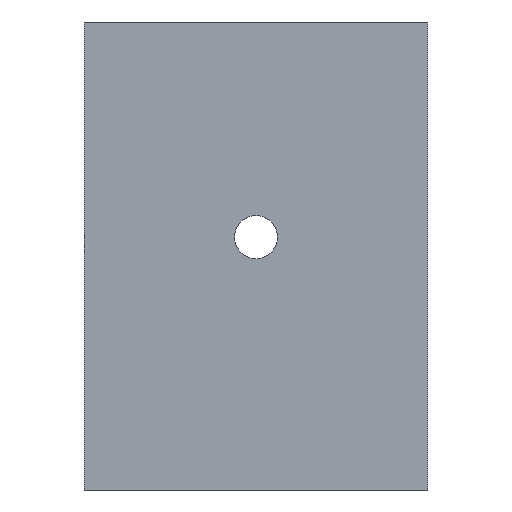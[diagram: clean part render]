
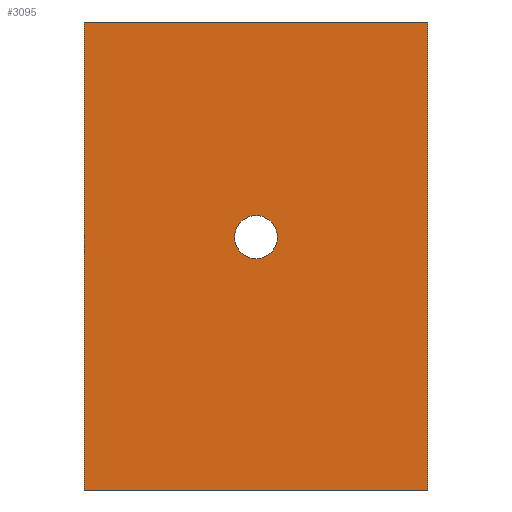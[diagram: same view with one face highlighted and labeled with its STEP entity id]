
A CAD part, front view. The second image highlights one B-rep face of the part: STEP entity #3095.
In plain terms, the highlighted planar face has unit normal (0, -1, 0).
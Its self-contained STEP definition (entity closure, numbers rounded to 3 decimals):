
#29 = CARTESIAN_POINT ( 'NONE',  ( 6.595, 0., -9. ) ) ;
#30 = CARTESIAN_POINT ( 'NONE',  ( 14.585, 0., -21.75 ) ) ;
#40 = EDGE_CURVE ( 'NONE', #2482, #1225, #1895, .T. ) ;
#65 = CARTESIAN_POINT ( 'NONE',  ( 6.595, 0., -11. ) ) ;
#69 = DIRECTION ( 'NONE',  ( 0., 0., -1. ) ) ;
#74 = LINE ( 'NONE', #1733, #1918 ) ;
#193 = VECTOR ( 'NONE', #850, 1000. ) ;
#224 = VECTOR ( 'NONE', #853, 1000. ) ;
#295 = CIRCLE ( 'NONE', #2132, 1. ) ;
#372 = ORIENTED_EDGE ( 'NONE', *, *, #2444, .T. ) ;
#492 = VECTOR ( 'NONE', #69, 1000. ) ;
#595 = ORIENTED_EDGE ( 'NONE', *, *, #1441, .F. ) ;
#628 = CARTESIAN_POINT ( 'NONE',  ( -1.395, 0., 0. ) ) ;
#689 = EDGE_CURVE ( 'NONE', #2185, #1220, #1782, .T. ) ;
#770 = DIRECTION ( 'NONE',  ( 0., 0., 1. ) ) ;
#850 = DIRECTION ( 'NONE',  ( 0., 0., 1. ) ) ;
#853 = DIRECTION ( 'NONE',  ( -1., 0., 0. ) ) ;
#862 = PLANE ( 'NONE',  #1916 ) ;
#974 = EDGE_CURVE ( 'NONE', #1220, #1752, #2800, .T. ) ;
#1080 = CARTESIAN_POINT ( 'NONE',  ( -1.395, 0., -21.75 ) ) ;
#1094 = CARTESIAN_POINT ( 'NONE',  ( 13.19, 0., 0. ) ) ;
#1220 = VERTEX_POINT ( 'NONE', #30 ) ;
#1225 = VERTEX_POINT ( 'NONE', #29 ) ;
#1228 = CARTESIAN_POINT ( 'NONE',  ( 6.595, 0., -10. ) ) ;
#1248 = DIRECTION ( 'NONE',  ( 0., 0., 1. ) ) ;
#1343 = CARTESIAN_POINT ( 'NONE',  ( 14.585, 0., 0. ) ) ;
#1345 = DIRECTION ( 'NONE',  ( 0., 1., 0. ) ) ;
#1441 = EDGE_CURVE ( 'NONE', #1225, #2482, #295, .T. ) ;
#1487 = CARTESIAN_POINT ( 'NONE',  ( 6.595, 0., -10. ) ) ;
#1719 = ORIENTED_EDGE ( 'NONE', *, *, #689, .F. ) ;
#1733 = CARTESIAN_POINT ( 'NONE',  ( 13.19, 0., 0. ) ) ;
#1752 = VERTEX_POINT ( 'NONE', #3125 ) ;
#1782 = LINE ( 'NONE', #2716, #492 ) ;
#1895 = CIRCLE ( 'NONE', #2788, 1. ) ;
#1916 = AXIS2_PLACEMENT_3D ( 'NONE', #1094, #1345, #3040 ) ;
#1918 = VECTOR ( 'NONE', #2702, 1000. ) ;
#1981 = ORIENTED_EDGE ( 'NONE', *, *, #40, .F. ) ;
#2071 = EDGE_LOOP ( 'NONE', ( #595, #1981 ) ) ;
#2125 = ORIENTED_EDGE ( 'NONE', *, *, #974, .F. ) ;
#2132 = AXIS2_PLACEMENT_3D ( 'NONE', #1228, #2924, #770 ) ;
#2142 = EDGE_CURVE ( 'NONE', #1752, #2191, #2181, .T. ) ;
#2181 = LINE ( 'NONE', #1080, #193 ) ;
#2185 = VERTEX_POINT ( 'NONE', #1343 ) ;
#2191 = VERTEX_POINT ( 'NONE', #628 ) ;
#2444 = EDGE_CURVE ( 'NONE', #2185, #2191, #74, .T. ) ;
#2482 = VERTEX_POINT ( 'NONE', #65 ) ;
#2565 = FACE_OUTER_BOUND ( 'NONE', #2688, .T. ) ;
#2688 = EDGE_LOOP ( 'NONE', ( #372, #2904, #2125, #1719 ) ) ;
#2702 = DIRECTION ( 'NONE',  ( -1., 0., 0. ) ) ;
#2716 = CARTESIAN_POINT ( 'NONE',  ( 14.585, 0., 0. ) ) ;
#2788 = AXIS2_PLACEMENT_3D ( 'NONE', #1487, #2935, #1248 ) ;
#2800 = LINE ( 'NONE', #3027, #224 ) ;
#2904 = ORIENTED_EDGE ( 'NONE', *, *, #2142, .F. ) ;
#2924 = DIRECTION ( 'NONE',  ( 0., -1., 0. ) ) ;
#2935 = DIRECTION ( 'NONE',  ( 0., -1., 0. ) ) ;
#3027 = CARTESIAN_POINT ( 'NONE',  ( 13.19, 0., -21.75 ) ) ;
#3040 = DIRECTION ( 'NONE',  ( 0., 0., 1. ) ) ;
#3095 = ADVANCED_FACE ( 'NONE', ( #3116, #2565 ), #862, .F. ) ;
#3116 = FACE_BOUND ( 'NONE', #2071, .T. ) ;
#3125 = CARTESIAN_POINT ( 'NONE',  ( -1.395, 0., -21.75 ) ) ;
